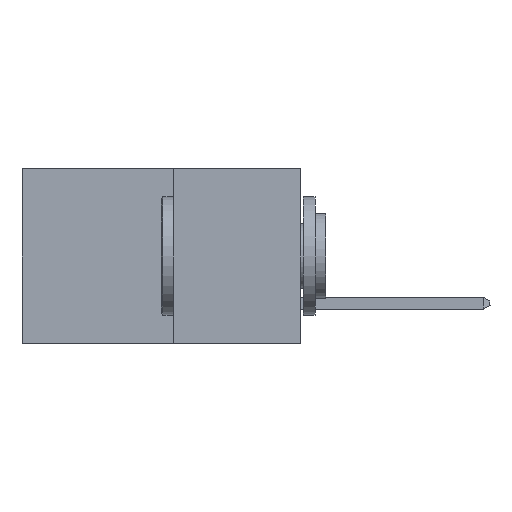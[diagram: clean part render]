
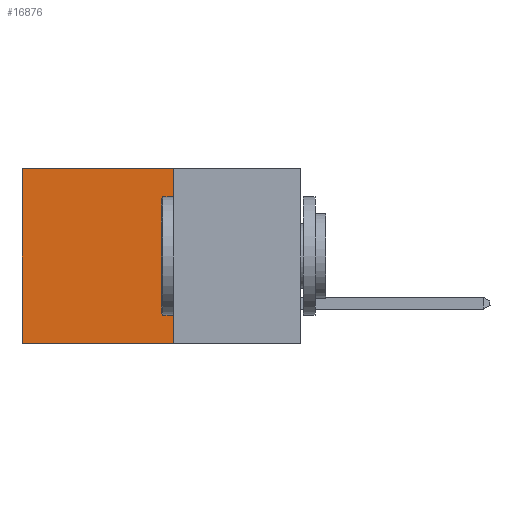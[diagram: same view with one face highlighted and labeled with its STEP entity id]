
A CAD part, left-side view. The second image highlights one B-rep face of the part: STEP entity #16876.
In plain terms, the highlighted planar face has unit normal (-1, 0, 0).
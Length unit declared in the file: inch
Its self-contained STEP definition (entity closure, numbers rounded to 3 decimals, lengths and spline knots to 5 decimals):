
#377 = VECTOR ( 'NONE', #13413, 39.37008 ) ;
#493 = EDGE_CURVE ( 'NONE', #22896, #9436, #9727, .T. ) ;
#758 = VECTOR ( 'NONE', #12103, 39.37008 ) ;
#2298 = CARTESIAN_POINT ( 'NONE',  ( 0.277, 0.27, -0.37 ) ) ;
#5180 = VERTEX_POINT ( 'NONE', #8925 ) ;
#5411 = VECTOR ( 'NONE', #16668, 39.37008 ) ;
#6285 = ORIENTED_EDGE ( 'NONE', *, *, #9539, .T. ) ;
#6611 = PLANE ( 'NONE',  #15226 ) ;
#7214 = CARTESIAN_POINT ( 'NONE',  ( 0.277, 0.27, 0. ) ) ;
#7395 = EDGE_LOOP ( 'NONE', ( #6285, #13966, #13591, #15699 ) ) ;
#7471 = VECTOR ( 'NONE', #13708, 39.37008 ) ;
#8925 = CARTESIAN_POINT ( 'NONE',  ( 0.277, 0.59, -0.37 ) ) ;
#9436 = VERTEX_POINT ( 'NONE', #13400 ) ;
#9539 = EDGE_CURVE ( 'NONE', #9436, #5180, #17313, .T. ) ;
#9615 = EDGE_CURVE ( 'NONE', #22896, #23410, #15610, .T. ) ;
#9727 = LINE ( 'NONE', #7214, #377 ) ;
#9838 = EDGE_CURVE ( 'NONE', #23410, #5180, #20133, .T. ) ;
#10227 = CARTESIAN_POINT ( 'NONE',  ( 0.277, 0.27, -0.37 ) ) ;
#10406 = DIRECTION ( 'NONE',  ( 1., 0., 0. ) ) ;
#12103 = DIRECTION ( 'NONE',  ( 0., 0., -1. ) ) ;
#12984 = CARTESIAN_POINT ( 'NONE',  ( 0.277, 0.27, -0.37 ) ) ;
#13400 = CARTESIAN_POINT ( 'NONE',  ( 0.277, 0.59, 0. ) ) ;
#13413 = DIRECTION ( 'NONE',  ( 0., 1., 0. ) ) ;
#13591 = ORIENTED_EDGE ( 'NONE', *, *, #9615, .F. ) ;
#13708 = DIRECTION ( 'NONE',  ( 0., 0., -1. ) ) ;
#13966 = ORIENTED_EDGE ( 'NONE', *, *, #9838, .F. ) ;
#15057 = FACE_OUTER_BOUND ( 'NONE', #7395, .T. ) ;
#15226 = AXIS2_PLACEMENT_3D ( 'NONE', #19540, #10406, #23091 ) ;
#15610 = LINE ( 'NONE', #10227, #758 ) ;
#15699 = ORIENTED_EDGE ( 'NONE', *, *, #493, .T. ) ;
#15717 = CARTESIAN_POINT ( 'NONE',  ( 0.277, 0.27, 0. ) ) ;
#16668 = DIRECTION ( 'NONE',  ( 0., 1., 0. ) ) ;
#16876 = ADVANCED_FACE ( 'NONE', ( #15057 ), #6611, .F. ) ;
#17313 = LINE ( 'NONE', #22691, #7471 ) ;
#19540 = CARTESIAN_POINT ( 'NONE',  ( 0.277, 0.27, -0.37 ) ) ;
#20133 = LINE ( 'NONE', #12984, #5411 ) ;
#22691 = CARTESIAN_POINT ( 'NONE',  ( 0.277, 0.59, -0.37 ) ) ;
#22896 = VERTEX_POINT ( 'NONE', #15717 ) ;
#23091 = DIRECTION ( 'NONE',  ( 0., 0., -1. ) ) ;
#23410 = VERTEX_POINT ( 'NONE', #2298 ) ;
